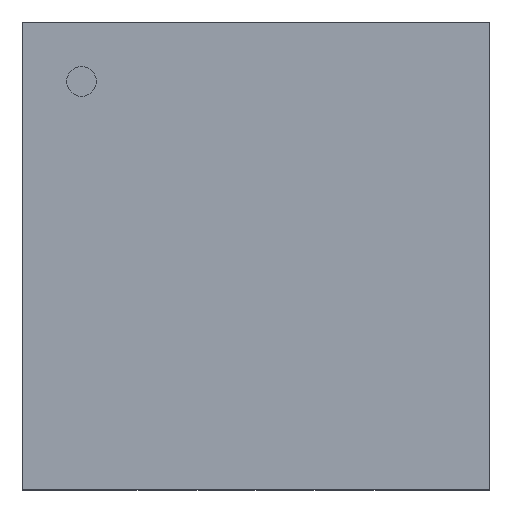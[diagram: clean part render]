
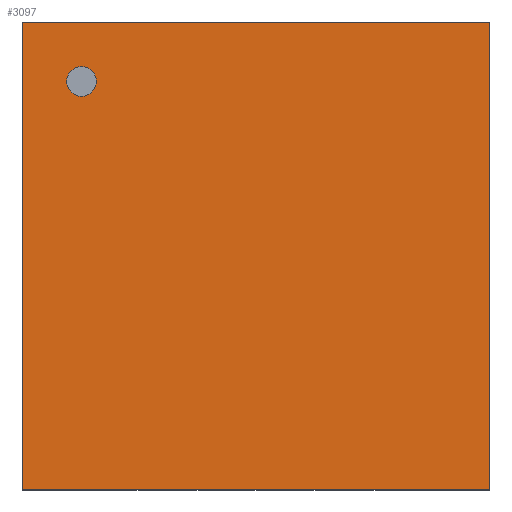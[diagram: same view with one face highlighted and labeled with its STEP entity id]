
A CAD part, top view. The second image highlights one B-rep face of the part: STEP entity #3097.
In plain terms, the highlighted planar face has unit normal (0, 0, 1).
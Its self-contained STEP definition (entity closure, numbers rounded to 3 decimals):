
#16=FACE_BOUND($,#497,.T.);
#73=CIRCLE($,#3282,0.1);
#313=FACE_OUTER_BOUND($,#496,.T.);
#496=EDGE_LOOP($,(#2673,#2674,#2675,#2676));
#497=EDGE_LOOP($,(#2677));
#830=LINE($,#5079,#1186);
#839=LINE($,#5092,#1195);
#845=LINE($,#5101,#1201);
#851=LINE($,#5108,#1207);
#1186=VECTOR($,#4187,3.15);
#1195=VECTOR($,#4198,3.15);
#1201=VECTOR($,#4206,3.15);
#1207=VECTOR($,#4214,3.15);
#1359=VERTEX_POINT($,#4700);
#1489=VERTEX_POINT($,#5076);
#1490=VERTEX_POINT($,#5078);
#1493=VERTEX_POINT($,#5090);
#1495=VERTEX_POINT($,#5099);
#1711=EDGE_CURVE($,#1359,#1359,#73,.T.);
#1892=EDGE_CURVE($,#1489,#1490,#830,.T.);
#1901=EDGE_CURVE($,#1493,#1489,#839,.T.);
#1907=EDGE_CURVE($,#1495,#1493,#845,.T.);
#1913=EDGE_CURVE($,#1490,#1495,#851,.T.);
#2673=ORIENTED_EDGE($,*,*,#1901,.F.);
#2674=ORIENTED_EDGE($,*,*,#1907,.F.);
#2675=ORIENTED_EDGE($,*,*,#1913,.F.);
#2676=ORIENTED_EDGE($,*,*,#1892,.F.);
#2677=ORIENTED_EDGE($,*,*,#1711,.T.);
#2916=PLANE($,#3384);
#3097=ADVANCED_FACE($,(#313,#16),#2916,.T.);
#3282=AXIS2_PLACEMENT_3D($,#4701,#3841,#3842);
#3384=AXIS2_PLACEMENT_3D($,#5111,#4217,#4218);
#3841=DIRECTION('center_axis',(0.,0.,-1.));
#3842=DIRECTION('ref_axis',(1.,0.,0.));
#4187=DIRECTION($,(1.,0.,0.));
#4198=DIRECTION($,(0.,1.,0.));
#4206=DIRECTION($,(-1.,0.,0.));
#4214=DIRECTION($,(0.,-1.,0.));
#4217=DIRECTION('center_axis',(0.,0.,1.));
#4218=DIRECTION('ref_axis',(1.,0.,0.));
#4700=CARTESIAN_POINT('',(-1.075,1.175,1.));
#4701=CARTESIAN_POINT('Origin',(-1.175,1.175,1.));
#5076=CARTESIAN_POINT('',(-1.575,1.575,1.));
#5078=CARTESIAN_POINT('',(1.575,1.575,1.));
#5079=CARTESIAN_POINT($,(1.575,1.575,1.));
#5090=CARTESIAN_POINT('',(-1.575,-1.575,1.));
#5092=CARTESIAN_POINT($,(-1.575,1.575,1.));
#5099=CARTESIAN_POINT('',(1.575,-1.575,1.));
#5101=CARTESIAN_POINT($,(-1.575,-1.575,1.));
#5108=CARTESIAN_POINT($,(1.575,-1.575,1.));
#5111=CARTESIAN_POINT('Origin',(0.,0.,
1.));
